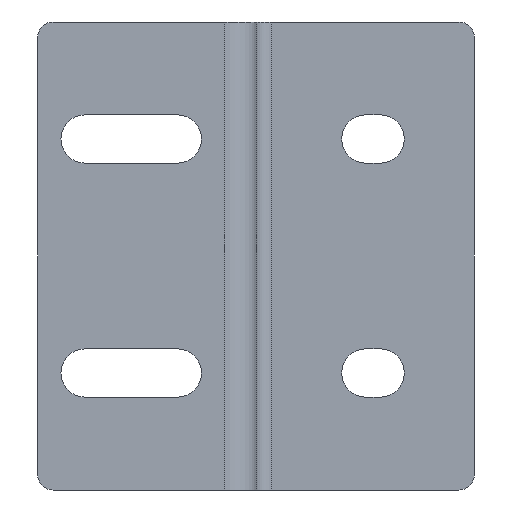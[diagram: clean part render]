
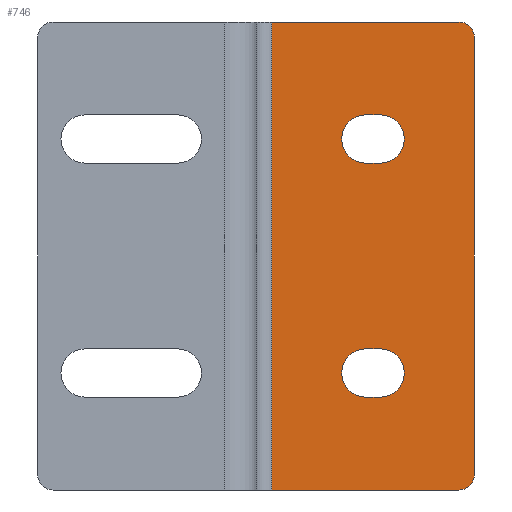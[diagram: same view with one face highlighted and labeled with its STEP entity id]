
A CAD part, left-side view. The second image highlights one B-rep face of the part: STEP entity #746.
In plain terms, the highlighted planar face has unit normal (-1, 0, 0).
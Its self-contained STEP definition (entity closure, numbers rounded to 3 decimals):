
#13 = DIRECTION ( 'NONE',  ( 0., 1., 0. ) ) ;
#19 = CARTESIAN_POINT ( 'NONE',  ( -2., -16.1, 15. ) ) ;
#54 = EDGE_CURVE ( 'NONE', #1343, #56, #1128, .T. ) ;
#56 = VERTEX_POINT ( 'NONE', #1022 ) ;
#58 = EDGE_CURVE ( 'NONE', #902, #294, #184, .T. ) ;
#59 = CARTESIAN_POINT ( 'NONE',  ( -2., -28., 0. ) ) ;
#73 = DIRECTION ( 'NONE',  ( 0., -1., 0. ) ) ;
#98 = EDGE_CURVE ( 'NONE', #1343, #476, #623, .T. ) ;
#131 = ORIENTED_EDGE ( 'NONE', *, *, #287, .F. ) ;
#136 = DIRECTION ( 'NONE',  ( 0., 1., 0. ) ) ;
#154 = CARTESIAN_POINT ( 'NONE',  ( -2., -28., 2. ) ) ;
#156 = FACE_BOUND ( 'NONE', #1025, .T. ) ;
#184 = CIRCLE ( 'NONE', #1009, 3.1 ) ;
#188 = CARTESIAN_POINT ( 'NONE',  ( -2., -17.9, 41.9 ) ) ;
#189 = DIRECTION ( 'NONE',  ( 1., 0., 0. ) ) ;
#213 = ORIENTED_EDGE ( 'NONE', *, *, #659, .F. ) ;
#214 = DIRECTION ( 'NONE',  ( -1., 0., 0. ) ) ;
#215 = DIRECTION ( 'NONE',  ( -1., 0., 0. ) ) ;
#224 = VECTOR ( 'NONE', #916, 1000. ) ;
#228 = VERTEX_POINT ( 'NONE', #679 ) ;
#233 = AXIS2_PLACEMENT_3D ( 'NONE', #956, #189, #398 ) ;
#242 = DIRECTION ( 'NONE',  ( -1., 0., 0. ) ) ;
#260 = VERTEX_POINT ( 'NONE', #325 ) ;
#265 = EDGE_CURVE ( 'NONE', #228, #424, #1010, .T. ) ;
#272 = LINE ( 'NONE', #917, #784 ) ;
#276 = FACE_OUTER_BOUND ( 'NONE', #1006, .T. ) ;
#286 = AXIS2_PLACEMENT_3D ( 'NONE', #19, #569, #13 ) ;
#287 = EDGE_CURVE ( 'NONE', #402, #902, #1280, .T. ) ;
#294 = VERTEX_POINT ( 'NONE', #1100 ) ;
#325 = CARTESIAN_POINT ( 'NONE',  ( -2., -16.1, 11.9 ) ) ;
#333 = ORIENTED_EDGE ( 'NONE', *, *, #711, .T. ) ;
#395 = VERTEX_POINT ( 'NONE', #1087 ) ;
#398 = DIRECTION ( 'NONE',  ( 0., 1., 0. ) ) ;
#402 = VERTEX_POINT ( 'NONE', #188 ) ;
#416 = DIRECTION ( 'NONE',  ( 0., -1., 0. ) ) ;
#422 = VERTEX_POINT ( 'NONE', #871 ) ;
#424 = VERTEX_POINT ( 'NONE', #1207 ) ;
#428 = CARTESIAN_POINT ( 'NONE',  ( -2., -16.1, 18.1 ) ) ;
#431 = ORIENTED_EDGE ( 'NONE', *, *, #530, .T. ) ;
#441 = CARTESIAN_POINT ( 'NONE',  ( -2., 0., 11.9 ) ) ;
#446 = LINE ( 'NONE', #576, #718 ) ;
#456 = ORIENTED_EDGE ( 'NONE', *, *, #54, .F. ) ;
#470 = CARTESIAN_POINT ( 'NONE',  ( -2., -17.9, 45. ) ) ;
#476 = VERTEX_POINT ( 'NONE', #541 ) ;
#489 = VERTEX_POINT ( 'NONE', #636 ) ;
#503 = VERTEX_POINT ( 'NONE', #876 ) ;
#508 = DIRECTION ( 'NONE',  ( -1., 0., 0. ) ) ;
#529 = LINE ( 'NONE', #1197, #703 ) ;
#530 = EDGE_CURVE ( 'NONE', #1037, #422, #1275, .T. ) ;
#541 = CARTESIAN_POINT ( 'NONE',  ( -2., -30., 2. ) ) ;
#558 = AXIS2_PLACEMENT_3D ( 'NONE', #1222, #242, #1262 ) ;
#563 = ORIENTED_EDGE ( 'NONE', *, *, #98, .T. ) ;
#567 = AXIS2_PLACEMENT_3D ( 'NONE', #154, #714, #824 ) ;
#569 = DIRECTION ( 'NONE',  ( 1., 0., 0. ) ) ;
#576 = CARTESIAN_POINT ( 'NONE',  ( -2., -4., 30. ) ) ;
#589 = LINE ( 'NONE', #685, #224 ) ;
#610 = DIRECTION ( 'NONE',  ( 0., -1., 0. ) ) ;
#616 = CARTESIAN_POINT ( 'NONE',  ( -2., 0., 30. ) ) ;
#621 = FACE_BOUND ( 'NONE', #928, .T. ) ;
#622 = VECTOR ( 'NONE', #1080, 1000. ) ;
#623 = CIRCLE ( 'NONE', #567, 2. ) ;
#636 = CARTESIAN_POINT ( 'NONE',  ( -2., -4., 60. ) ) ;
#644 = EDGE_CURVE ( 'NONE', #1037, #476, #1089, .T. ) ;
#648 = AXIS2_PLACEMENT_3D ( 'NONE', #1101, #215, #658 ) ;
#658 = DIRECTION ( 'NONE',  ( 0., -1., 0. ) ) ;
#659 = EDGE_CURVE ( 'NONE', #503, #402, #529, .T. ) ;
#667 = DIRECTION ( 'NONE',  ( 0., 1., 0. ) ) ;
#679 = CARTESIAN_POINT ( 'NONE',  ( -2., -17.9, 18.1 ) ) ;
#682 = ORIENTED_EDGE ( 'NONE', *, *, #764, .T. ) ;
#685 = CARTESIAN_POINT ( 'NONE',  ( -2., 0., 60. ) ) ;
#688 = ORIENTED_EDGE ( 'NONE', *, *, #265, .T. ) ;
#698 = CARTESIAN_POINT ( 'NONE',  ( -2., 0., 0. ) ) ;
#703 = VECTOR ( 'NONE', #416, 1000. ) ;
#706 = DIRECTION ( 'NONE',  ( 0., 1., 0. ) ) ;
#711 = EDGE_CURVE ( 'NONE', #422, #489, #589, .T. ) ;
#714 = DIRECTION ( 'NONE',  ( -1., 0., 0. ) ) ;
#718 = VECTOR ( 'NONE', #909, 1000. ) ;
#746 = ADVANCED_FACE ( 'NONE', ( #621, #276, #156 ), #1270, .T. ) ;
#764 = EDGE_CURVE ( 'NONE', #1418, #228, #1369, .T. ) ;
#781 = EDGE_CURVE ( 'NONE', #294, #1176, #272, .T. ) ;
#784 = VECTOR ( 'NONE', #1155, 1000. ) ;
#786 = CARTESIAN_POINT ( 'NONE',  ( -2., -16.1, 48.1 ) ) ;
#824 = DIRECTION ( 'NONE',  ( 0., -1., 0. ) ) ;
#826 = VECTOR ( 'NONE', #1110, 1000. ) ;
#837 = CARTESIAN_POINT ( 'NONE',  ( -2., -30., 58. ) ) ;
#855 = DIRECTION ( 'NONE',  ( 1., 0., 0. ) ) ;
#866 = CARTESIAN_POINT ( 'NONE',  ( -2., -17.9, 15. ) ) ;
#871 = CARTESIAN_POINT ( 'NONE',  ( -2., -28., 60. ) ) ;
#876 = CARTESIAN_POINT ( 'NONE',  ( -2., -16.1, 41.9 ) ) ;
#898 = CIRCLE ( 'NONE', #286, 3.1 ) ;
#902 = VERTEX_POINT ( 'NONE', #1292 ) ;
#909 = DIRECTION ( 'NONE',  ( 0., 0., 1. ) ) ;
#916 = DIRECTION ( 'NONE',  ( 0., 1., 0. ) ) ;
#917 = CARTESIAN_POINT ( 'NONE',  ( -2., 0., 48.1 ) ) ;
#928 = EDGE_LOOP ( 'NONE', ( #1293, #938, #682, #688, #1024 ) ) ;
#938 = ORIENTED_EDGE ( 'NONE', *, *, #1199, .T. ) ;
#956 = CARTESIAN_POINT ( 'NONE',  ( -2., -17.9, 15. ) ) ;
#959 = ORIENTED_EDGE ( 'NONE', *, *, #644, .F. ) ;
#998 = LINE ( 'NONE', #441, #826 ) ;
#1004 = CARTESIAN_POINT ( 'NONE',  ( -2., -30., 30. ) ) ;
#1006 = EDGE_LOOP ( 'NONE', ( #456, #563, #959, #431, #333, #1147 ) ) ;
#1007 = CARTESIAN_POINT ( 'NONE',  ( -2., -17.9, 45. ) ) ;
#1009 = AXIS2_PLACEMENT_3D ( 'NONE', #470, #1354, #706 ) ;
#1010 = CIRCLE ( 'NONE', #1301, 3.1 ) ;
#1022 = CARTESIAN_POINT ( 'NONE',  ( -2., -4., 0. ) ) ;
#1024 = ORIENTED_EDGE ( 'NONE', *, *, #1122, .T. ) ;
#1025 = EDGE_LOOP ( 'NONE', ( #1228, #1391, #131, #213, #1232 ) ) ;
#1026 = EDGE_CURVE ( 'NONE', #395, #260, #998, .T. ) ;
#1037 = VERTEX_POINT ( 'NONE', #837 ) ;
#1080 = DIRECTION ( 'NONE',  ( 0., 0., -1. ) ) ;
#1087 = CARTESIAN_POINT ( 'NONE',  ( -2., -17.9, 11.9 ) ) ;
#1089 = LINE ( 'NONE', #1004, #622 ) ;
#1100 = CARTESIAN_POINT ( 'NONE',  ( -2., -17.9, 48.1 ) ) ;
#1101 = CARTESIAN_POINT ( 'NONE',  ( -2., -28., 58. ) ) ;
#1110 = DIRECTION ( 'NONE',  ( 0., 1., 0. ) ) ;
#1117 = DIRECTION ( 'NONE',  ( 0., 1., 0. ) ) ;
#1122 = EDGE_CURVE ( 'NONE', #424, #395, #1295, .T. ) ;
#1123 = AXIS2_PLACEMENT_3D ( 'NONE', #1007, #214, #667 ) ;
#1128 = LINE ( 'NONE', #698, #1373 ) ;
#1147 = ORIENTED_EDGE ( 'NONE', *, *, #1164, .F. ) ;
#1155 = DIRECTION ( 'NONE',  ( 0., 1., 0. ) ) ;
#1157 = CARTESIAN_POINT ( 'NONE',  ( -2., 0., 18.1 ) ) ;
#1164 = EDGE_CURVE ( 'NONE', #56, #489, #446, .T. ) ;
#1165 = VECTOR ( 'NONE', #610, 1000. ) ;
#1170 = CIRCLE ( 'NONE', #558, 3.1 ) ;
#1176 = VERTEX_POINT ( 'NONE', #786 ) ;
#1197 = CARTESIAN_POINT ( 'NONE',  ( -2., 0., 41.9 ) ) ;
#1199 = EDGE_CURVE ( 'NONE', #260, #1418, #898, .T. ) ;
#1207 = CARTESIAN_POINT ( 'NONE',  ( -2., -21., 15. ) ) ;
#1222 = CARTESIAN_POINT ( 'NONE',  ( -2., -16.1, 45. ) ) ;
#1228 = ORIENTED_EDGE ( 'NONE', *, *, #781, .F. ) ;
#1232 = ORIENTED_EDGE ( 'NONE', *, *, #1297, .F. ) ;
#1262 = DIRECTION ( 'NONE',  ( 0., 1., 0. ) ) ;
#1270 = PLANE ( 'NONE',  #1395 ) ;
#1275 = CIRCLE ( 'NONE', #648, 2. ) ;
#1280 = CIRCLE ( 'NONE', #1123, 3.1 ) ;
#1292 = CARTESIAN_POINT ( 'NONE',  ( -2., -21., 45. ) ) ;
#1293 = ORIENTED_EDGE ( 'NONE', *, *, #1026, .T. ) ;
#1295 = CIRCLE ( 'NONE', #233, 3.1 ) ;
#1297 = EDGE_CURVE ( 'NONE', #1176, #503, #1170, .T. ) ;
#1301 = AXIS2_PLACEMENT_3D ( 'NONE', #866, #855, #1117 ) ;
#1343 = VERTEX_POINT ( 'NONE', #59 ) ;
#1354 = DIRECTION ( 'NONE',  ( -1., 0., 0. ) ) ;
#1369 = LINE ( 'NONE', #1157, #1165 ) ;
#1373 = VECTOR ( 'NONE', #136, 1000. ) ;
#1391 = ORIENTED_EDGE ( 'NONE', *, *, #58, .F. ) ;
#1395 = AXIS2_PLACEMENT_3D ( 'NONE', #616, #508, #73 ) ;
#1418 = VERTEX_POINT ( 'NONE', #428 ) ;
